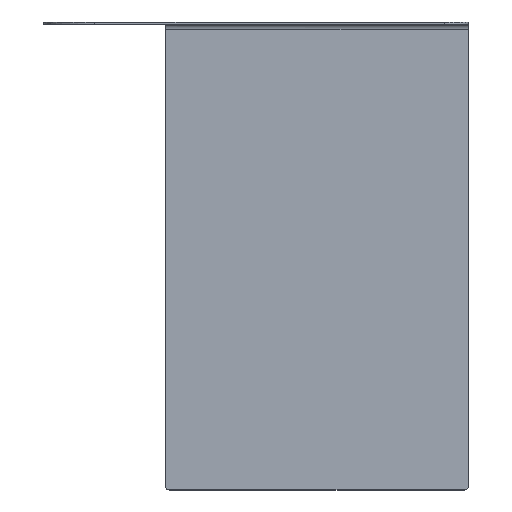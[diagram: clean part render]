
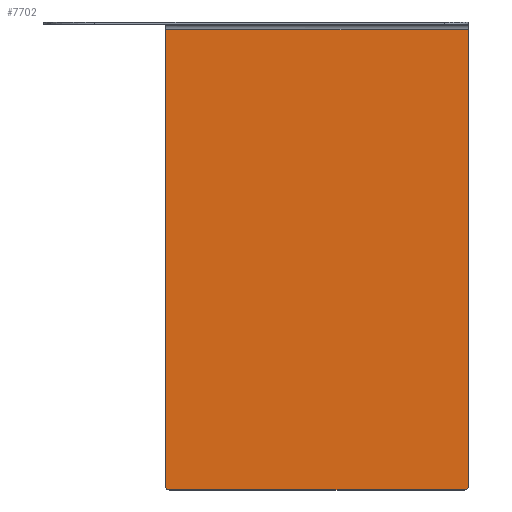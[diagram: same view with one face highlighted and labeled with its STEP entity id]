
A CAD part, top view. The second image highlights one B-rep face of the part: STEP entity #7702.
In plain terms, the highlighted planar face has unit normal (0, 0, 1).
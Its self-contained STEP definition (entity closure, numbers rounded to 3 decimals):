
#1737=DIRECTION('',(-1.,0.,0.));
#1738=VECTOR('',#1737,154.);
#1739=CARTESIAN_POINT('',(190.,-3.8,1.2));
#1740=LINE('',#1739,#1738);
#1788=CARTESIAN_POINT('',(38.,-236.,1.2));
#1789=DIRECTION('',(0.,0.,1.));
#1790=DIRECTION('',(-1.,0.,0.));
#1791=AXIS2_PLACEMENT_3D('',#1788,#1789,#1790);
#1793=DIRECTION('',(0.,1.,0.));
#1794=VECTOR('',#1793,232.2);
#1795=CARTESIAN_POINT('',(36.,-236.,1.2));
#1796=LINE('',#1795,#1794);
#1797=DIRECTION('',(0.,-1.,0.));
#1798=VECTOR('',#1797,232.2);
#1799=CARTESIAN_POINT('',(190.,-3.8,1.2));
#1800=LINE('',#1799,#1798);
#1801=CARTESIAN_POINT('',(188.,-236.,1.2));
#1802=DIRECTION('',(0.,0.,1.));
#1803=DIRECTION('',(0.,-1.,0.));
#1804=AXIS2_PLACEMENT_3D('',#1801,#1802,#1803);
#1806=DIRECTION('',(-1.,0.,0.));
#1807=VECTOR('',#1806,150.);
#1808=CARTESIAN_POINT('',(188.,-238.,1.2));
#1809=LINE('',#1808,#1807);
#4872=CARTESIAN_POINT('',(190.,-3.8,1.2));
#4873=CARTESIAN_POINT('',(36.,-3.8,1.2));
#4874=VERTEX_POINT('',#4872);
#4875=VERTEX_POINT('',#4873);
#4910=CARTESIAN_POINT('',(36.,-236.,1.2));
#4911=VERTEX_POINT('',#4910);
#4912=CARTESIAN_POINT('',(38.,-238.,1.2));
#4913=VERTEX_POINT('',#4912);
#4918=CARTESIAN_POINT('',(188.,-238.,1.2));
#4919=VERTEX_POINT('',#4918);
#4920=CARTESIAN_POINT('',(190.,-236.,1.2));
#4921=VERTEX_POINT('',#4920);
#7687=CARTESIAN_POINT('',(151.034,0.,1.2));
#7688=DIRECTION('',(0.,0.,1.));
#7689=DIRECTION('',(-1.,0.,0.));
#7690=AXIS2_PLACEMENT_3D('',#7687,#7688,#7689);
#7691=PLANE('',#7690);
#7692=ORIENTED_EDGE('',*,*,#7649,.F.);
#7693=ORIENTED_EDGE('',*,*,#7636,.T.);
#7694=ORIENTED_EDGE('',*,*,#7593,.F.);
#7696=ORIENTED_EDGE('',*,*,#7695,.T.);
#7698=ORIENTED_EDGE('',*,*,#7697,.F.);
#7699=ORIENTED_EDGE('',*,*,#7679,.T.);
#7700=EDGE_LOOP('',(#7692,#7693,#7694,#7696,#7698,#7699));
#7701=FACE_OUTER_BOUND('',#7700,.F.);
#7702=ADVANCED_FACE('',(#7701),#7691,.T.);
#1792=CIRCLE('',#1791,2.);
#1805=CIRCLE('',#1804,2.);
#7593=EDGE_CURVE('',#4874,#4875,#1740,.T.);
#7636=EDGE_CURVE('',#4911,#4875,#1796,.T.);
#7649=EDGE_CURVE('',#4911,#4913,#1792,.T.);
#7679=EDGE_CURVE('',#4919,#4913,#1809,.T.);
#7695=EDGE_CURVE('',#4874,#4921,#1800,.T.);
#7697=EDGE_CURVE('',#4919,#4921,#1805,.T.);
